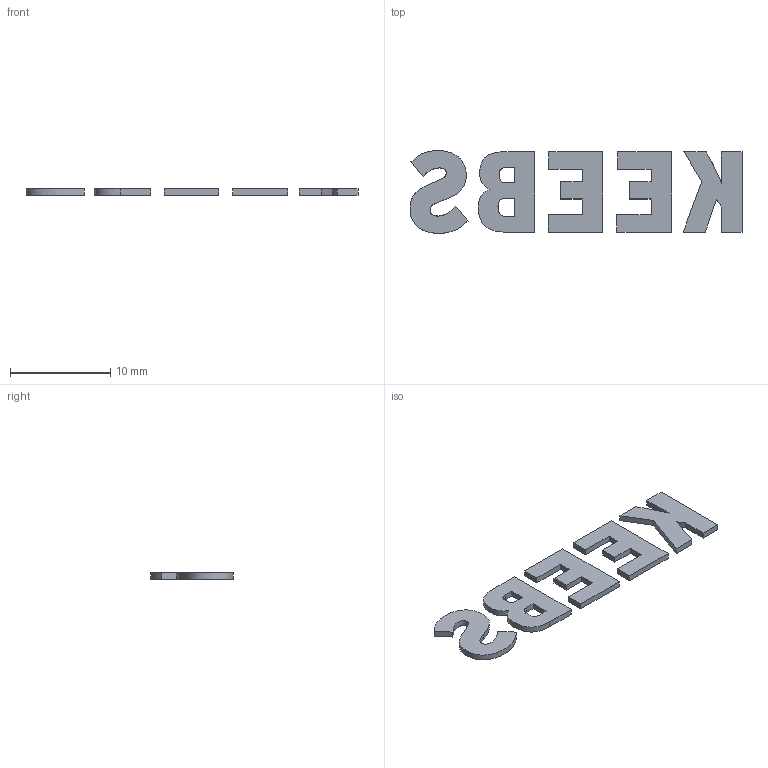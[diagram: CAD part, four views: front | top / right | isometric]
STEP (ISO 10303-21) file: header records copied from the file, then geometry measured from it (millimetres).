
FILE_DESCRIPTION(('HOOPS Exchange Step'),'2;1');
FILE_NAME('temp_export','2023-11-19T20:08:42+19:00',('jscotto'),('Shapr3D Limited'),'HOOPS Exchange 2023.2','Shapr3D','Authorized');
FILE_SCHEMA( ('AUTOMOTIVE_DESIGN { 1 0 10303 214 1 1 1 1 }') );
Length unit declared in the file: millimetre
Products named in the file (1): Keebs
Bounding box: 33.09 x 8.25 x 0.6 mm (x, y, z)
Volume: 98.1 mm3; surface area: 440.5 mm2
Topology: 5 solids, 5 shells, 66 faces, 168 edges, 112 vertices
Faces by surface type: plane 57, bspline 9
Entity records: 2613 total; most frequent: CARTESIAN_POINT 1043, ORIENTED_EDGE 336, DIRECTION 266, EDGE_CURVE 168, VECTOR 150, LINE 150, VERTEX_POINT 112, EDGE_LOOP 70
